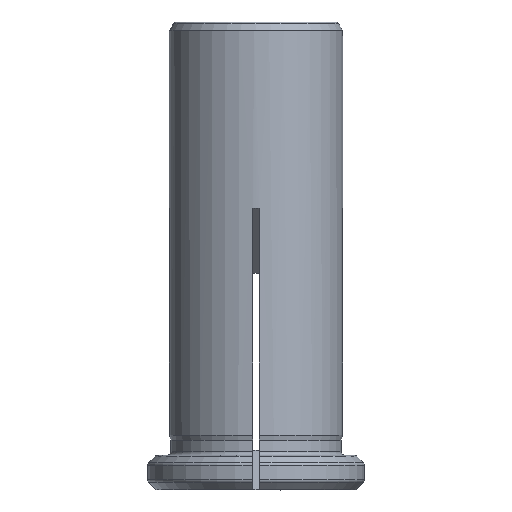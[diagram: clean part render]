
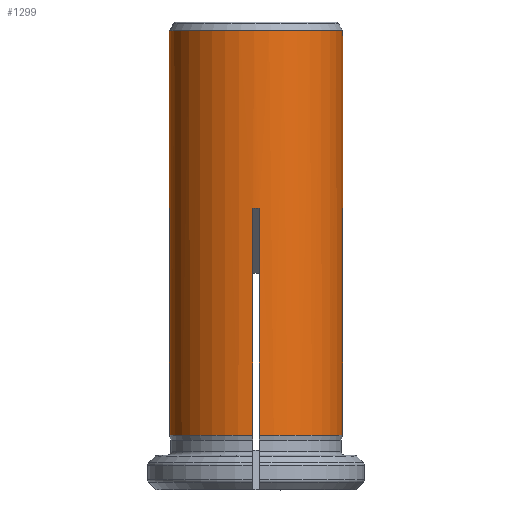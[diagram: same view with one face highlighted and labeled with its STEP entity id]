
A CAD part, front view. The second image highlights one B-rep face of the part: STEP entity #1299.
In plain terms, the highlighted cylindrical face has radius 10 mm (diameter 20 mm), a full revolution.
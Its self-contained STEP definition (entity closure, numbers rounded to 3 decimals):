
#152=CIRCLE('',#1401,10.);
#153=CIRCLE('',#1403,10.);
#154=CIRCLE('',#1405,10.);
#155=CIRCLE('',#1407,10.);
#156=CIRCLE('',#1409,10.);
#225=LINE('',#1964,#293);
#226=LINE('',#1969,#294);
#227=LINE('',#1973,#295);
#228=LINE('',#1977,#296);
#229=LINE('',#1981,#297);
#230=LINE('',#1985,#298);
#231=LINE('',#1989,#299);
#232=LINE('',#1993,#300);
#293=VECTOR('',#1588,1000.);
#294=VECTOR('',#1591,1000.);
#295=VECTOR('',#1594,1000.);
#296=VECTOR('',#1597,1000.);
#297=VECTOR('',#1600,1000.);
#298=VECTOR('',#1603,1000.);
#299=VECTOR('',#1606,1000.);
#300=VECTOR('',#1609,1000.);
#376=ORIENTED_EDGE('',*,*,#784,.T.);
#377=ORIENTED_EDGE('',*,*,#785,.F.);
#378=ORIENTED_EDGE('',*,*,#786,.F.);
#379=ORIENTED_EDGE('',*,*,#787,.T.);
#380=ORIENTED_EDGE('',*,*,#788,.F.);
#381=ORIENTED_EDGE('',*,*,#789,.F.);
#382=ORIENTED_EDGE('',*,*,#790,.F.);
#383=ORIENTED_EDGE('',*,*,#791,.T.);
#384=ORIENTED_EDGE('',*,*,#792,.F.);
#385=ORIENTED_EDGE('',*,*,#793,.F.);
#386=ORIENTED_EDGE('',*,*,#794,.F.);
#387=ORIENTED_EDGE('',*,*,#795,.T.);
#388=ORIENTED_EDGE('',*,*,#796,.F.);
#389=ORIENTED_EDGE('',*,*,#797,.F.);
#390=ORIENTED_EDGE('',*,*,#798,.F.);
#391=ORIENTED_EDGE('',*,*,#799,.T.);
#392=ORIENTED_EDGE('',*,*,#800,.F.);
#784=EDGE_CURVE('',#988,#988,#152,.T.);
#785=EDGE_CURVE('',#989,#990,#225,.F.);
#786=EDGE_CURVE('',#991,#989,#1101,.T.);
#787=EDGE_CURVE('',#991,#992,#226,.F.);
#788=EDGE_CURVE('',#993,#992,#153,.F.);
#789=EDGE_CURVE('',#994,#993,#227,.F.);
#790=EDGE_CURVE('',#995,#994,#1102,.T.);
#791=EDGE_CURVE('',#995,#996,#228,.F.);
#792=EDGE_CURVE('',#997,#996,#154,.F.);
#793=EDGE_CURVE('',#998,#997,#229,.F.);
#794=EDGE_CURVE('',#999,#998,#1103,.T.);
#795=EDGE_CURVE('',#999,#1000,#230,.F.);
#796=EDGE_CURVE('',#1001,#1000,#155,.F.);
#797=EDGE_CURVE('',#1002,#1001,#231,.F.);
#798=EDGE_CURVE('',#1003,#1002,#1104,.T.);
#799=EDGE_CURVE('',#1003,#1004,#232,.F.);
#800=EDGE_CURVE('',#990,#1004,#156,.F.);
#988=VERTEX_POINT('',#1963);
#989=VERTEX_POINT('',#1965);
#990=VERTEX_POINT('',#1966);
#991=VERTEX_POINT('',#1968);
#992=VERTEX_POINT('',#1970);
#993=VERTEX_POINT('',#1972);
#994=VERTEX_POINT('',#1974);
#995=VERTEX_POINT('',#1976);
#996=VERTEX_POINT('',#1978);
#997=VERTEX_POINT('',#1980);
#998=VERTEX_POINT('',#1982);
#999=VERTEX_POINT('',#1984);
#1000=VERTEX_POINT('',#1986);
#1001=VERTEX_POINT('',#1988);
#1002=VERTEX_POINT('',#1990);
#1003=VERTEX_POINT('',#1992);
#1004=VERTEX_POINT('',#1994);
#1101=ELLIPSE('',#1402,14.142,10.);
#1102=ELLIPSE('',#1404,14.142,10.);
#1103=ELLIPSE('',#1406,14.142,10.);
#1104=ELLIPSE('',#1408,14.142,10.);
#1113=EDGE_LOOP('',(#376));
#1114=EDGE_LOOP('',(#377,#378,#379,#380,#381,#382,#383,#384,#385,#386,#387,
#388,#389,#390,#391,#392));
#1203=FACE_BOUND('',#1113,.T.);
#1204=FACE_BOUND('',#1114,.T.);
#1286=CYLINDRICAL_SURFACE('',#1400,10.);
#1299=ADVANCED_FACE('',(#1203,#1204),#1286,.T.);
#1400=AXIS2_PLACEMENT_3D('',#1961,#1584,#1585);
#1401=AXIS2_PLACEMENT_3D('',#1962,#1586,#1587);
#1402=AXIS2_PLACEMENT_3D('',#1967,#1589,#1590);
#1403=AXIS2_PLACEMENT_3D('',#1971,#1592,#1593);
#1404=AXIS2_PLACEMENT_3D('',#1975,#1595,#1596);
#1405=AXIS2_PLACEMENT_3D('',#1979,#1598,#1599);
#1406=AXIS2_PLACEMENT_3D('',#1983,#1601,#1602);
#1407=AXIS2_PLACEMENT_3D('',#1987,#1604,#1605);
#1408=AXIS2_PLACEMENT_3D('',#1991,#1607,#1608);
#1409=AXIS2_PLACEMENT_3D('',#1995,#1610,#1611);
#1584=DIRECTION('',(0.,0.,1.));
#1585=DIRECTION('',(1.,0.,0.));
#1586=DIRECTION('',(0.,0.,-1.));
#1587=DIRECTION('',(-1.,0.,0.));
#1588=DIRECTION('',(0.,0.,1.));
#1589=DIRECTION('',(0.,-0.707,-0.707));
#1590=DIRECTION('',(0.,-0.707,0.707));
#1591=DIRECTION('',(0.,0.,1.));
#1592=DIRECTION('',(0.,0.,1.));
#1593=DIRECTION('',(1.,0.,0.));
#1594=DIRECTION('',(0.,0.,1.));
#1595=DIRECTION('',(0.707,0.,-0.707));
#1596=DIRECTION('',(0.707,0.,0.707));
#1597=DIRECTION('',(0.,0.,1.));
#1598=DIRECTION('',(0.,0.,1.));
#1599=DIRECTION('',(1.,0.,0.));
#1600=DIRECTION('',(0.,0.,1.));
#1601=DIRECTION('',(0.,0.707,-0.707));
#1602=DIRECTION('',(0.,0.707,0.707));
#1603=DIRECTION('',(0.,0.,1.));
#1604=DIRECTION('',(0.,0.,1.));
#1605=DIRECTION('',(1.,0.,0.));
#1606=DIRECTION('',(0.,0.,1.));
#1607=DIRECTION('',(-0.707,0.,-0.707));
#1608=DIRECTION('',(-0.707,0.,0.707));
#1609=DIRECTION('',(0.,0.,1.));
#1610=DIRECTION('',(0.,0.,1.));
#1611=DIRECTION('',(1.,0.,0.));
#1961=CARTESIAN_POINT('',(0.,0.,60.));
#1962=CARTESIAN_POINT('',(0.,0.,48.986));
#1963=CARTESIAN_POINT('',(-10.,0.,48.986));
#1964=CARTESIAN_POINT('',(-0.4,-9.992,60.));
#1965=CARTESIAN_POINT('',(-0.4,-9.992,28.492));
#1966=CARTESIAN_POINT('',(-0.4,-9.992,2.313));
#1967=CARTESIAN_POINT('',(0.,0.,18.5));
#1968=CARTESIAN_POINT('',(0.4,-9.992,28.492));
#1969=CARTESIAN_POINT('',(0.4,-9.992,60.));
#1970=CARTESIAN_POINT('',(0.4,-9.992,2.313));
#1971=CARTESIAN_POINT('',(0.,0.,2.313));
#1972=CARTESIAN_POINT('',(9.992,-0.4,2.313));
#1973=CARTESIAN_POINT('',(9.992,-0.4,60.));
#1974=CARTESIAN_POINT('',(9.992,-0.4,28.492));
#1975=CARTESIAN_POINT('',(0.,0.,18.5));
#1976=CARTESIAN_POINT('',(9.992,0.4,28.492));
#1977=CARTESIAN_POINT('',(9.992,0.4,60.));
#1978=CARTESIAN_POINT('',(9.992,0.4,2.313));
#1979=CARTESIAN_POINT('',(0.,0.,2.313));
#1980=CARTESIAN_POINT('',(0.4,9.992,2.313));
#1981=CARTESIAN_POINT('',(0.4,9.992,60.));
#1982=CARTESIAN_POINT('',(0.4,9.992,28.492));
#1983=CARTESIAN_POINT('',(0.,0.,18.5));
#1984=CARTESIAN_POINT('',(-0.4,9.992,28.492));
#1985=CARTESIAN_POINT('',(-0.4,9.992,60.));
#1986=CARTESIAN_POINT('',(-0.4,9.992,2.313));
#1987=CARTESIAN_POINT('',(0.,0.,2.313));
#1988=CARTESIAN_POINT('',(-9.992,0.4,2.313));
#1989=CARTESIAN_POINT('',(-9.992,0.4,60.));
#1990=CARTESIAN_POINT('',(-9.992,0.4,28.492));
#1991=CARTESIAN_POINT('',(0.,0.,18.5));
#1992=CARTESIAN_POINT('',(-9.992,-0.4,28.492));
#1993=CARTESIAN_POINT('',(-9.992,-0.4,60.));
#1994=CARTESIAN_POINT('',(-9.992,-0.4,2.313));
#1995=CARTESIAN_POINT('',(0.,0.,2.313));
